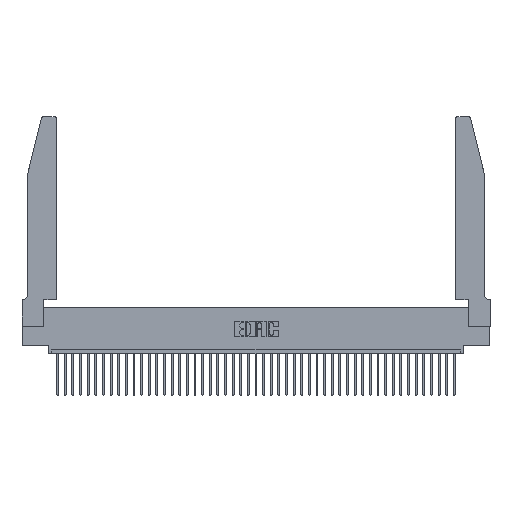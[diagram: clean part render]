
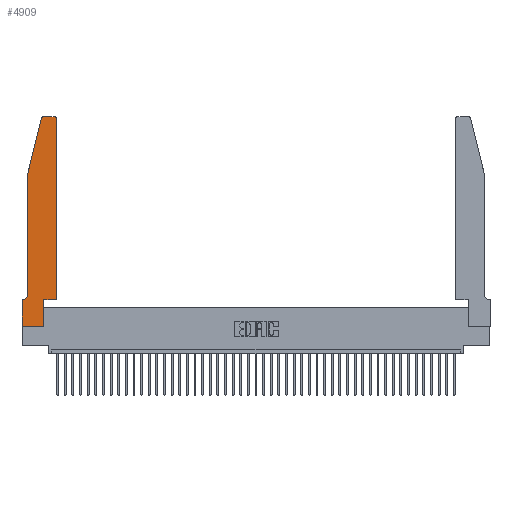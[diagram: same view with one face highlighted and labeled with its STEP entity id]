
A CAD part, top view. The second image highlights one B-rep face of the part: STEP entity #4909.
In plain terms, the highlighted planar face has unit normal (0, 0, 1).
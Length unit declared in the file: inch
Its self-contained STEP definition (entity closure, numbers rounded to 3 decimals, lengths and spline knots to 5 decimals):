
#172 = PLANE ( 'NONE',  #23744 ) ;
#493 = ORIENTED_EDGE ( 'NONE', *, *, #20427, .T. ) ;
#640 = ORIENTED_EDGE ( 'NONE', *, *, #17951, .T. ) ;
#776 = CARTESIAN_POINT ( 'NONE',  ( 0.4505, 0.35, 0.37 ) ) ;
#1232 = ORIENTED_EDGE ( 'NONE', *, *, #33571, .T. ) ;
#1455 = FACE_OUTER_BOUND ( 'NONE', #26280, .T. ) ;
#1516 = EDGE_CURVE ( 'NONE', #28567, #34470, #18509, .T. ) ;
#1626 = DIRECTION ( 'NONE',  ( -0.239, -0.971, 0. ) ) ;
#1945 = AXIS2_PLACEMENT_3D ( 'NONE', #21052, #27887, #28036 ) ;
#2582 = CARTESIAN_POINT ( 'NONE',  ( 0.4505, 2.72, 0.37 ) ) ;
#2831 = VECTOR ( 'NONE', #10570, 39.37008 ) ;
#3145 = ORIENTED_EDGE ( 'NONE', *, *, #14790, .T. ) ;
#3248 = LINE ( 'NONE', #39199, #42457 ) ;
#3336 = CARTESIAN_POINT ( 'NONE',  ( 0.25487, 2.72718, 0.37 ) ) ;
#3588 = DIRECTION ( 'NONE',  ( 1., 0., 0. ) ) ;
#3902 = CARTESIAN_POINT ( 'NONE',  ( 0.0755, 2., 0.37 ) ) ;
#4395 = EDGE_CURVE ( 'NONE', #34470, #40750, #22435, .T. ) ;
#4563 = DIRECTION ( 'NONE',  ( -1., 0., 0. ) ) ;
#4654 = EDGE_CURVE ( 'NONE', #40750, #40861, #14031, .T. ) ;
#4909 = ADVANCED_FACE ( 'NONE', ( #1455 ), #172, .T. ) ;
#5058 = DIRECTION ( 'NONE',  ( 0., -1., 0. ) ) ;
#5071 = EDGE_CURVE ( 'NONE', #21866, #28567, #18156, .T. ) ;
#5239 = CARTESIAN_POINT ( 'NONE',  ( 0.4205, 2.75, 0.37 ) ) ;
#5314 = CARTESIAN_POINT ( 'NONE',  ( 0.2865, 0., 0.37 ) ) ;
#5459 = DIRECTION ( 'NONE',  ( 0., 0., -1. ) ) ;
#7188 = VERTEX_POINT ( 'NONE', #11076 ) ;
#7564 = ORIENTED_EDGE ( 'NONE', *, *, #20215, .T. ) ;
#8459 = CARTESIAN_POINT ( 'NONE',  ( 0., 0., 0.37 ) ) ;
#9961 = VERTEX_POINT ( 'NONE', #30156 ) ;
#10049 = CIRCLE ( 'NONE', #26240, 0.07 ) ;
#10052 = AXIS2_PLACEMENT_3D ( 'NONE', #16851, #13950, #10142 ) ;
#10142 = DIRECTION ( 'NONE',  ( 1., 0., 0. ) ) ;
#10183 = ORIENTED_EDGE ( 'NONE', *, *, #4654, .T. ) ;
#10570 = DIRECTION ( 'NONE',  ( 0., 1., 0. ) ) ;
#11076 = CARTESIAN_POINT ( 'NONE',  ( 0.4505, 0.35, 0.37 ) ) ;
#11619 = DIRECTION ( 'NONE',  ( 1., 0., 0. ) ) ;
#12282 = VERTEX_POINT ( 'NONE', #5314 ) ;
#12922 = CARTESIAN_POINT ( 'NONE',  ( 0.0755, 0.35, 0.37 ) ) ;
#13120 = VERTEX_POINT ( 'NONE', #20096 ) ;
#13950 = DIRECTION ( 'NONE',  ( 0., 0., 1. ) ) ;
#14031 = LINE ( 'NONE', #21920, #38595 ) ;
#14790 = EDGE_CURVE ( 'NONE', #37686, #12282, #36589, .T. ) ;
#14970 = LINE ( 'NONE', #8459, #19193 ) ;
#16851 = CARTESIAN_POINT ( 'NONE',  ( 0.284, 2.72, 0.37 ) ) ;
#17299 = ORIENTED_EDGE ( 'NONE', *, *, #29605, .T. ) ;
#17456 = LINE ( 'NONE', #776, #2831 ) ;
#17663 = VERTEX_POINT ( 'NONE', #21745 ) ;
#17694 = VECTOR ( 'NONE', #23618, 39.37008 ) ;
#17951 = EDGE_CURVE ( 'NONE', #7188, #21866, #17456, .T. ) ;
#18156 = CIRCLE ( 'NONE', #1945, 0.03 ) ;
#18509 = LINE ( 'NONE', #30976, #23737 ) ;
#18660 = ORIENTED_EDGE ( 'NONE', *, *, #5071, .T. ) ;
#18663 = EDGE_CURVE ( 'NONE', #17663, #7188, #33656, .T. ) ;
#18736 = VERTEX_POINT ( 'NONE', #33817 ) ;
#19193 = VECTOR ( 'NONE', #5058, 39.37008 ) ;
#20096 = CARTESIAN_POINT ( 'NONE',  ( 0.0055, 0.35, 0.37 ) ) ;
#20180 = DIRECTION ( 'NONE',  ( -1., 0., 0. ) ) ;
#20215 = EDGE_CURVE ( 'NONE', #9961, #13120, #10049, .T. ) ;
#20384 = VECTOR ( 'NONE', #11619, 39.37008 ) ;
#20427 = EDGE_CURVE ( 'NONE', #12282, #17663, #3248, .T. ) ;
#20967 = CARTESIAN_POINT ( 'NONE',  ( 0.0755, 2., 0.37 ) ) ;
#21052 = CARTESIAN_POINT ( 'NONE',  ( 0.4205, 2.72, 0.37 ) ) ;
#21583 = CARTESIAN_POINT ( 'NONE',  ( 0., 0., 0.37 ) ) ;
#21745 = CARTESIAN_POINT ( 'NONE',  ( 0.2865, 0.35, 0.37 ) ) ;
#21866 = VERTEX_POINT ( 'NONE', #2582 ) ;
#21920 = CARTESIAN_POINT ( 'NONE',  ( 0.0755, 2., 0.37 ) ) ;
#22013 = LINE ( 'NONE', #12922, #38724 ) ;
#22257 = DIRECTION ( 'NONE',  ( 0., 1., 0. ) ) ;
#22435 = CIRCLE ( 'NONE', #10052, 0.03 ) ;
#23467 = ORIENTED_EDGE ( 'NONE', *, *, #1516, .T. ) ;
#23618 = DIRECTION ( 'NONE',  ( 0., -1., 0. ) ) ;
#23737 = VECTOR ( 'NONE', #4563, 39.37008 ) ;
#23744 = AXIS2_PLACEMENT_3D ( 'NONE', #30524, #40360, #30388 ) ;
#25305 = VECTOR ( 'NONE', #3588, 39.37008 ) ;
#25445 = CARTESIAN_POINT ( 'NONE',  ( 0.0055, 0.42, 0.37 ) ) ;
#25604 = DIRECTION ( 'NONE',  ( -1., 0., 0. ) ) ;
#25649 = EDGE_CURVE ( 'NONE', #18736, #37686, #14970, .T. ) ;
#26240 = AXIS2_PLACEMENT_3D ( 'NONE', #25445, #5459, #25604 ) ;
#26280 = EDGE_LOOP ( 'NONE', ( #23467, #39890, #10183, #1232, #7564, #17299, #41528, #3145, #493, #34106, #640, #18660 ) ) ;
#26656 = CARTESIAN_POINT ( 'NONE',  ( 0.4505, 0.35, 0.37 ) ) ;
#27887 = DIRECTION ( 'NONE',  ( 0., 0., 1. ) ) ;
#28036 = DIRECTION ( 'NONE',  ( 1., 0., 0. ) ) ;
#28567 = VERTEX_POINT ( 'NONE', #5239 ) ;
#29605 = EDGE_CURVE ( 'NONE', #13120, #18736, #22013, .T. ) ;
#30156 = CARTESIAN_POINT ( 'NONE',  ( 0.0755, 0.42, 0.37 ) ) ;
#30388 = DIRECTION ( 'NONE',  ( 1., 0., 0. ) ) ;
#30524 = CARTESIAN_POINT ( 'NONE',  ( 0., 0.35, 0.37 ) ) ;
#30976 = CARTESIAN_POINT ( 'NONE',  ( 0.2605, 2.75, 0.37 ) ) ;
#33571 = EDGE_CURVE ( 'NONE', #40861, #9961, #33950, .T. ) ;
#33656 = LINE ( 'NONE', #26656, #25305 ) ;
#33817 = CARTESIAN_POINT ( 'NONE',  ( 0., 0.35, 0.37 ) ) ;
#33950 = LINE ( 'NONE', #3902, #17694 ) ;
#34106 = ORIENTED_EDGE ( 'NONE', *, *, #18663, .T. ) ;
#34470 = VERTEX_POINT ( 'NONE', #35123 ) ;
#35123 = CARTESIAN_POINT ( 'NONE',  ( 0.284, 2.75, 0.37 ) ) ;
#36589 = LINE ( 'NONE', #41560, #20384 ) ;
#37686 = VERTEX_POINT ( 'NONE', #21583 ) ;
#38595 = VECTOR ( 'NONE', #1626, 39.37008 ) ;
#38724 = VECTOR ( 'NONE', #20180, 39.37008 ) ;
#39199 = CARTESIAN_POINT ( 'NONE',  ( 0.2865, 0.35, 0.37 ) ) ;
#39890 = ORIENTED_EDGE ( 'NONE', *, *, #4395, .T. ) ;
#40360 = DIRECTION ( 'NONE',  ( 0., 0., 1. ) ) ;
#40750 = VERTEX_POINT ( 'NONE', #3336 ) ;
#40861 = VERTEX_POINT ( 'NONE', #20967 ) ;
#41528 = ORIENTED_EDGE ( 'NONE', *, *, #25649, .T. ) ;
#41560 = CARTESIAN_POINT ( 'NONE',  ( 0., 0., 0.37 ) ) ;
#42457 = VECTOR ( 'NONE', #22257, 39.37008 ) ;
